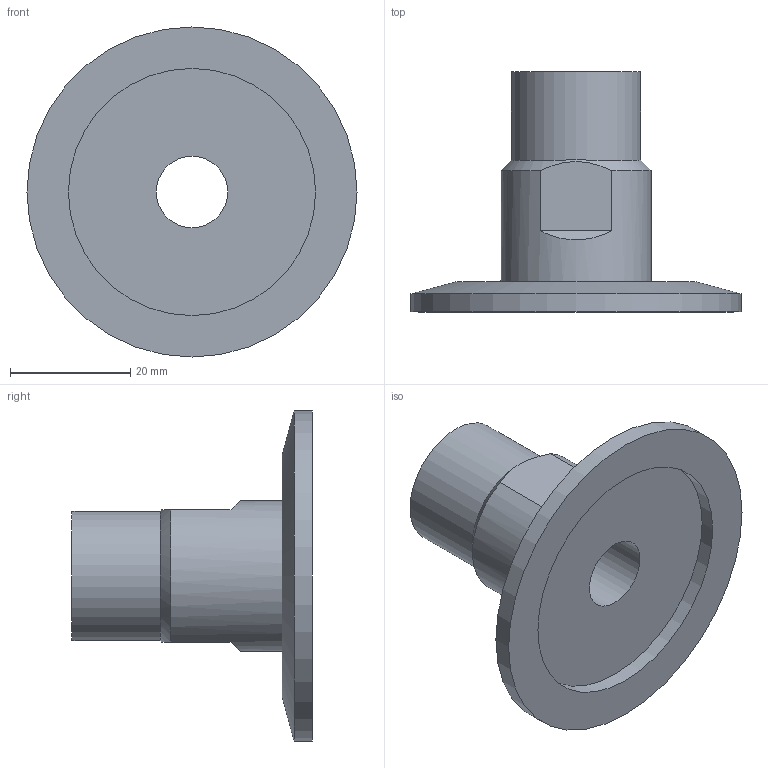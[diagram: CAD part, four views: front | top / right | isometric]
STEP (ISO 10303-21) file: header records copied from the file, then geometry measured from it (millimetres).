
FILE_DESCRIPTION(/* description */ (''),/* implementation_level */ '2;1');
FILE_NAME(/* name */ 'FL-40KF-1_2BSPM.stp',/* time_stamp */ '2019-03-12T11:52:29+00:00',/* author */ ('paul'),/* organization */ (''),/* preprocessor_version */ 'ST-DEVELOPER v17.2',/* originating_system */ 'Autodesk Inventor 2019',/* authorisation */ '');
FILE_SCHEMA (('AUTOMOTIVE_DESIGN { 1 0 10303 214 3 1 1 }'));
Length unit declared in the file: millimetre
Products named in the file (1): FL-16KF-1_8BSPM
Bounding box: 55 x 40 x 55 mm (x, y, z)
Volume: 18118.9 mm3; surface area: 9304 mm2
Topology: 1 solids, 1 shells, 15 faces, 40 edges, 29 vertices
Faces by surface type: plane 8, cylinder 5, cone 2
Full cylindrical faces by diameter (mm): 11.9 x1, 21.5 x1, 25 x1, 41.2 x1, 55 x1
Entity records: 538 total; most frequent: DIRECTION 95, CARTESIAN_POINT 89, ORIENTED_EDGE 80, AXIS2_PLACEMENT_3D 41, EDGE_CURVE 40, VERTEX_POINT 29, CIRCLE 23, EDGE_LOOP 19
